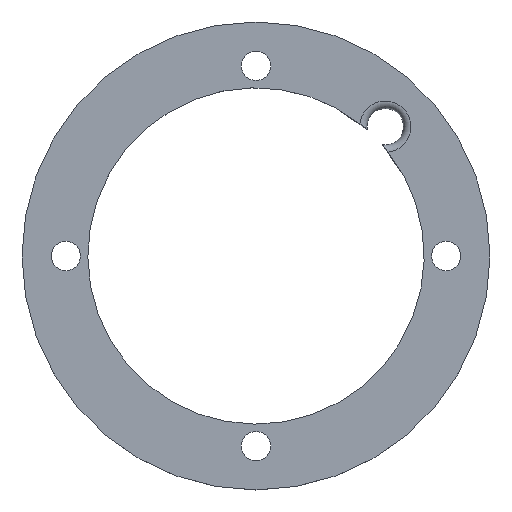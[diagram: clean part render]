
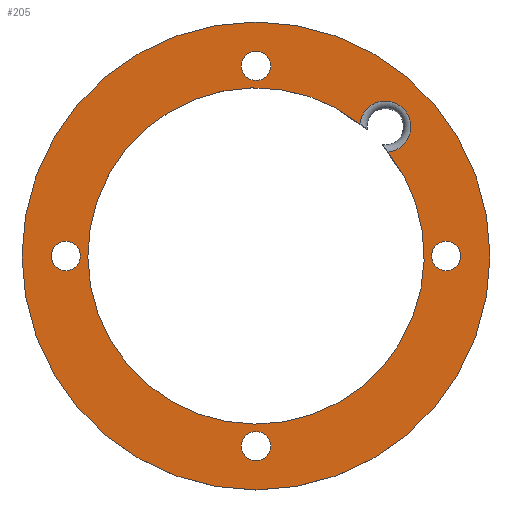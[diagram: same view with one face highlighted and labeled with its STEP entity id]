
A CAD part, top view. The second image highlights one B-rep face of the part: STEP entity #205.
In plain terms, the highlighted planar face has unit normal (0, 0, 1).
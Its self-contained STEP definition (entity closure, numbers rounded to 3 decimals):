
#15=FACE_BOUND('',#64,.T.);
#16=FACE_BOUND('',#65,.T.);
#17=FACE_BOUND('',#66,.T.);
#18=FACE_BOUND('',#67,.T.);
#19=FACE_BOUND('',#68,.T.);
#25=PLANE('',#242);
#52=FACE_OUTER_BOUND('',#63,.T.);
#63=EDGE_LOOP('',(#165));
#64=EDGE_LOOP('',(#166,#167));
#65=EDGE_LOOP('',(#168));
#66=EDGE_LOOP('',(#169));
#67=EDGE_LOOP('',(#170));
#68=EDGE_LOOP('',(#171));
#83=CIRCLE('',#238,3.5);
#84=CIRCLE('',#240,23.);
#86=CIRCLE('',#243,32.);
#87=CIRCLE('',#244,2.);
#88=CIRCLE('',#245,2.);
#89=CIRCLE('',#246,2.);
#90=CIRCLE('',#247,2.);
#106=VERTEX_POINT('',#361);
#107=VERTEX_POINT('',#374);
#108=VERTEX_POINT('',#392);
#109=VERTEX_POINT('',#394);
#110=VERTEX_POINT('',#396);
#111=VERTEX_POINT('',#398);
#112=VERTEX_POINT('',#400);
#126=EDGE_CURVE('',#106,#107,#83,.T.);
#128=EDGE_CURVE('',#107,#106,#84,.T.);
#130=EDGE_CURVE('',#108,#108,#86,.T.);
#131=EDGE_CURVE('',#109,#109,#87,.T.);
#132=EDGE_CURVE('',#110,#110,#88,.T.);
#133=EDGE_CURVE('',#111,#111,#89,.T.);
#134=EDGE_CURVE('',#112,#112,#90,.T.);
#165=ORIENTED_EDGE('',*,*,#130,.T.);
#166=ORIENTED_EDGE('',*,*,#126,.F.);
#167=ORIENTED_EDGE('',*,*,#128,.F.);
#168=ORIENTED_EDGE('',*,*,#131,.T.);
#169=ORIENTED_EDGE('',*,*,#132,.T.);
#170=ORIENTED_EDGE('',*,*,#133,.T.);
#171=ORIENTED_EDGE('',*,*,#134,.T.);
#205=ADVANCED_FACE('',(#52,#15,#16,#17,#18,#19),#25,.T.);
#238=AXIS2_PLACEMENT_3D('',#375,#275,#276);
#240=AXIS2_PLACEMENT_3D('',#389,#279,#280);
#242=AXIS2_PLACEMENT_3D('',#391,#283,#284);
#243=AXIS2_PLACEMENT_3D('',#393,#285,#286);
#244=AXIS2_PLACEMENT_3D('',#395,#287,#288);
#245=AXIS2_PLACEMENT_3D('',#397,#289,#290);
#246=AXIS2_PLACEMENT_3D('',#399,#291,#292);
#247=AXIS2_PLACEMENT_3D('',#401,#293,#294);
#275=DIRECTION('center_axis',(0.,0.,1.));
#276=DIRECTION('ref_axis',(0.707,0.707,0.));
#279=DIRECTION('center_axis',(0.,0.,1.));
#280=DIRECTION('ref_axis',(1.,0.,0.));
#283=DIRECTION('center_axis',(0.,0.,1.));
#284=DIRECTION('ref_axis',(1.,0.,0.));
#285=DIRECTION('center_axis',(0.,0.,1.));
#286=DIRECTION('ref_axis',(1.,0.,0.));
#287=DIRECTION('center_axis',(0.,0.,-1.));
#288=DIRECTION('ref_axis',(1.,0.,0.));
#289=DIRECTION('center_axis',(0.,0.,-1.));
#290=DIRECTION('ref_axis',(1.,0.,0.));
#291=DIRECTION('center_axis',(0.,0.,-1.));
#292=DIRECTION('ref_axis',(1.,0.,0.));
#293=DIRECTION('center_axis',(0.,0.,-1.));
#294=DIRECTION('ref_axis',(1.,0.,0.));
#361=CARTESIAN_POINT('',(18.091,14.202,0.));
#374=CARTESIAN_POINT('',(14.202,18.091,0.));
#375=CARTESIAN_POINT('Origin',(17.678,17.678,0.));
#389=CARTESIAN_POINT('Origin',(0.,0.,0.));
#391=CARTESIAN_POINT('Origin',(-23.,0.,0.));
#392=CARTESIAN_POINT('',(32.,0.,0.));
#393=CARTESIAN_POINT('Origin',(0.,0.,0.));
#394=CARTESIAN_POINT('',(-2.,-26.,0.));
#395=CARTESIAN_POINT('Origin',(0.,-26.,0.));
#396=CARTESIAN_POINT('',(-28.,0.,0.));
#397=CARTESIAN_POINT('Origin',(-26.,0.,0.));
#398=CARTESIAN_POINT('',(24.,0.,0.));
#399=CARTESIAN_POINT('Origin',(26.,0.,0.));
#400=CARTESIAN_POINT('',(-2.,26.,0.));
#401=CARTESIAN_POINT('Origin',(0.,26.,0.));
